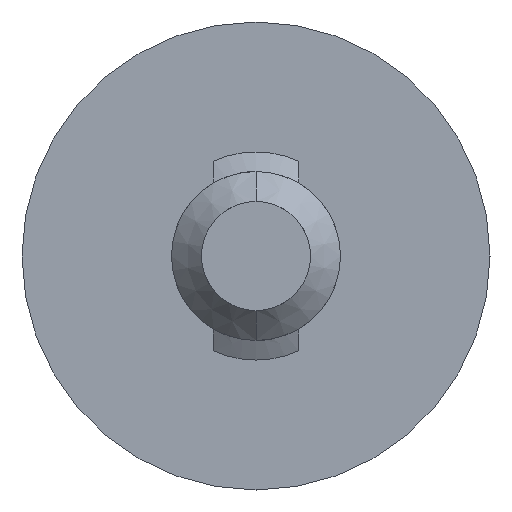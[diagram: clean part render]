
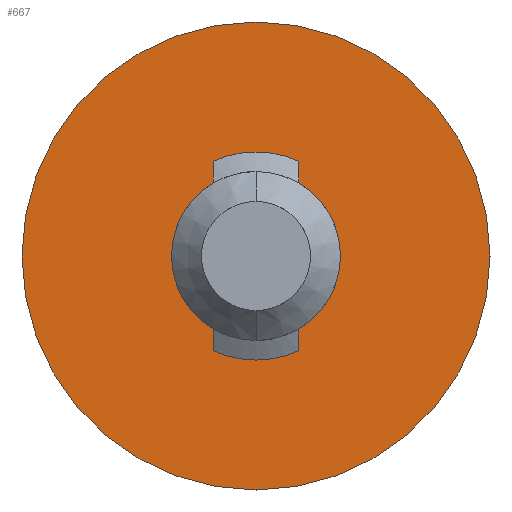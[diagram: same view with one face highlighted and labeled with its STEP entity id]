
A CAD part, front view. The second image highlights one B-rep face of the part: STEP entity #667.
In plain terms, the highlighted planar face has unit normal (0, -1, 0).
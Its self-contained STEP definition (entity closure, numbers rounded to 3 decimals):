
#21 = EDGE_CURVE ( 'NONE', #84, #81, #1195, .T. ) ;
#81 = VERTEX_POINT ( 'NONE', #1306 ) ;
#83 = EDGE_CURVE ( 'NONE', #81, #84, #1305, .T. ) ;
#84 = VERTEX_POINT ( 'NONE', #1300 ) ;
#156 = VERTEX_POINT ( 'NONE', #1459 ) ;
#158 = EDGE_CURVE ( 'NONE', #159, #156, #1458, .T. ) ;
#159 = VERTEX_POINT ( 'NONE', #1453 ) ;
#646 = ORIENTED_EDGE ( 'NONE', *, *, #83, .F. ) ;
#647 = EDGE_LOOP ( 'NONE', ( #648, #649 ) ) ;
#648 = ORIENTED_EDGE ( 'NONE', *, *, #158, .T. ) ;
#649 = ORIENTED_EDGE ( 'NONE', *, *, #650, .T. ) ;
#650 = EDGE_CURVE ( 'NONE', #156, #159, #3109, .T. ) ;
#667 = ADVANCED_FACE ( 'NONE', ( #3163, #3162 ), #3157, .T. ) ;
#668 = EDGE_LOOP ( 'NONE', ( #669, #646 ) ) ;
#669 = ORIENTED_EDGE ( 'NONE', *, *, #21, .F. ) ;
#1192 = DIRECTION ( 'NONE',  ( 0., 0., -1. ) ) ;
#1193 = DIRECTION ( 'NONE',  ( 0., -1., 0. ) ) ;
#1194 = AXIS2_PLACEMENT_3D ( 'NONE', #1200, #1193, #1192 ) ;
#1195 = CIRCLE ( 'NONE', #1194, 3.25 ) ;
#1200 = CARTESIAN_POINT ( 'NONE',  ( 0., 0., 0. ) ) ;
#1300 = CARTESIAN_POINT ( 'NONE',  ( 0., 0., 3.25 ) ) ;
#1301 = DIRECTION ( 'NONE',  ( 0., 0., -1. ) ) ;
#1302 = DIRECTION ( 'NONE',  ( 0., -1., 0. ) ) ;
#1303 = CARTESIAN_POINT ( 'NONE',  ( 0., 0., 0. ) ) ;
#1304 = AXIS2_PLACEMENT_3D ( 'NONE', #1303, #1302, #1301 ) ;
#1305 = CIRCLE ( 'NONE', #1304, 3.25 ) ;
#1306 = CARTESIAN_POINT ( 'NONE',  ( 0., 0., -3.25 ) ) ;
#1453 = CARTESIAN_POINT ( 'NONE',  ( 0., 0., -9. ) ) ;
#1454 = DIRECTION ( 'NONE',  ( 0., 0., -1. ) ) ;
#1455 = DIRECTION ( 'NONE',  ( 0., -1., 0. ) ) ;
#1456 = CARTESIAN_POINT ( 'NONE',  ( 0., 0., 0. ) ) ;
#1457 = AXIS2_PLACEMENT_3D ( 'NONE', #1456, #1455, #1454 ) ;
#1458 = CIRCLE ( 'NONE', #1457, 9. ) ;
#1459 = CARTESIAN_POINT ( 'NONE',  ( 0., 0., 9. ) ) ;
#3109 = CIRCLE ( 'NONE', #3116, 9. ) ;
#3114 = DIRECTION ( 'NONE',  ( 0., -1., 0. ) ) ;
#3115 = CARTESIAN_POINT ( 'NONE',  ( 0., 0., 0. ) ) ;
#3116 = AXIS2_PLACEMENT_3D ( 'NONE', #3115, #3114, #3178 ) ;
#3153 = DIRECTION ( 'NONE',  ( 0., 0., -1. ) ) ;
#3154 = DIRECTION ( 'NONE',  ( 0., -1., 0. ) ) ;
#3155 = CARTESIAN_POINT ( 'NONE',  ( 0., 0., 0. ) ) ;
#3156 = AXIS2_PLACEMENT_3D ( 'NONE', #3155, #3154, #3153 ) ;
#3157 = PLANE ( 'NONE',  #3156 ) ;
#3162 = FACE_OUTER_BOUND ( 'NONE', #647, .T. ) ;
#3163 = FACE_BOUND ( 'NONE', #668, .T. ) ;
#3178 = DIRECTION ( 'NONE',  ( 0., 0., -1. ) ) ;
